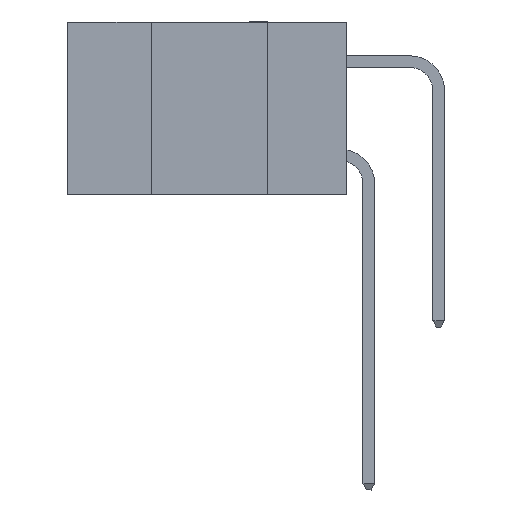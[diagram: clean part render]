
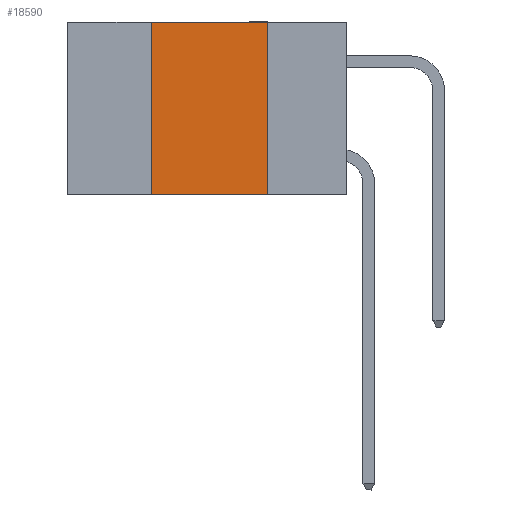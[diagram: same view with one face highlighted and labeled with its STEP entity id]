
A CAD part, left-side view. The second image highlights one B-rep face of the part: STEP entity #18590.
In plain terms, the highlighted planar face has unit normal (-1, 0, 0).
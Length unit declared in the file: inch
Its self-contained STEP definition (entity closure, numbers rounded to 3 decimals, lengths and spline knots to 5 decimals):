
#763 = AXIS2_PLACEMENT_3D ( 'NONE', #12718, #12498, #3129 ) ;
#958 = CARTESIAN_POINT ( 'NONE',  ( 0., 0.42, 0. ) ) ;
#1239 = LINE ( 'NONE', #6547, #17990 ) ;
#1777 = CARTESIAN_POINT ( 'NONE',  ( 0., 0.42, 0. ) ) ;
#1873 = VECTOR ( 'NONE', #18718, 39.37008 ) ;
#3129 = DIRECTION ( 'NONE',  ( 0., 0., -1. ) ) ;
#4205 = DIRECTION ( 'NONE',  ( 0., -1., 0. ) ) ;
#4567 = EDGE_CURVE ( 'NONE', #18075, #7159, #12314, .T. ) ;
#4568 = VERTEX_POINT ( 'NONE', #7374 ) ;
#4974 = DIRECTION ( 'NONE',  ( 0., -1., 0. ) ) ;
#5871 = EDGE_CURVE ( 'NONE', #4568, #7159, #17287, .T. ) ;
#6204 = PLANE ( 'NONE',  #763 ) ;
#6547 = CARTESIAN_POINT ( 'NONE',  ( 0., 0.6, 0. ) ) ;
#7159 = VERTEX_POINT ( 'NONE', #11852 ) ;
#7374 = CARTESIAN_POINT ( 'NONE',  ( 0., 0.42, -0.37 ) ) ;
#7657 = ORIENTED_EDGE ( 'NONE', *, *, #20845, .F. ) ;
#8018 = VERTEX_POINT ( 'NONE', #1777 ) ;
#9367 = FACE_OUTER_BOUND ( 'NONE', #13336, .T. ) ;
#10097 = VECTOR ( 'NONE', #10941, 39.37008 ) ;
#10941 = DIRECTION ( 'NONE',  ( 0., 0., -1. ) ) ;
#11838 = ORIENTED_EDGE ( 'NONE', *, *, #18236, .F. ) ;
#11852 = CARTESIAN_POINT ( 'NONE',  ( 0., 0.17, -0.37 ) ) ;
#12107 = ORIENTED_EDGE ( 'NONE', *, *, #5871, .T. ) ;
#12314 = LINE ( 'NONE', #20144, #10097 ) ;
#12498 = DIRECTION ( 'NONE',  ( 1., 0., 0. ) ) ;
#12559 = LINE ( 'NONE', #958, #1873 ) ;
#12718 = CARTESIAN_POINT ( 'NONE',  ( 0., 0.6, 0. ) ) ;
#13133 = VECTOR ( 'NONE', #4205, 39.37008 ) ;
#13336 = EDGE_LOOP ( 'NONE', ( #15901, #11838, #7657, #12107 ) ) ;
#14202 = CARTESIAN_POINT ( 'NONE',  ( 0., 0.6, -0.37 ) ) ;
#15901 = ORIENTED_EDGE ( 'NONE', *, *, #4567, .F. ) ;
#16987 = CARTESIAN_POINT ( 'NONE',  ( 0., 0.17, 0. ) ) ;
#17287 = LINE ( 'NONE', #14202, #13133 ) ;
#17990 = VECTOR ( 'NONE', #4974, 39.37008 ) ;
#18075 = VERTEX_POINT ( 'NONE', #16987 ) ;
#18236 = EDGE_CURVE ( 'NONE', #8018, #18075, #1239, .T. ) ;
#18590 = ADVANCED_FACE ( 'NONE', ( #9367 ), #6204, .F. ) ;
#18718 = DIRECTION ( 'NONE',  ( 0., 0., 1. ) ) ;
#20144 = CARTESIAN_POINT ( 'NONE',  ( 0., 0.17, 0. ) ) ;
#20845 = EDGE_CURVE ( 'NONE', #4568, #8018, #12559, .T. ) ;
